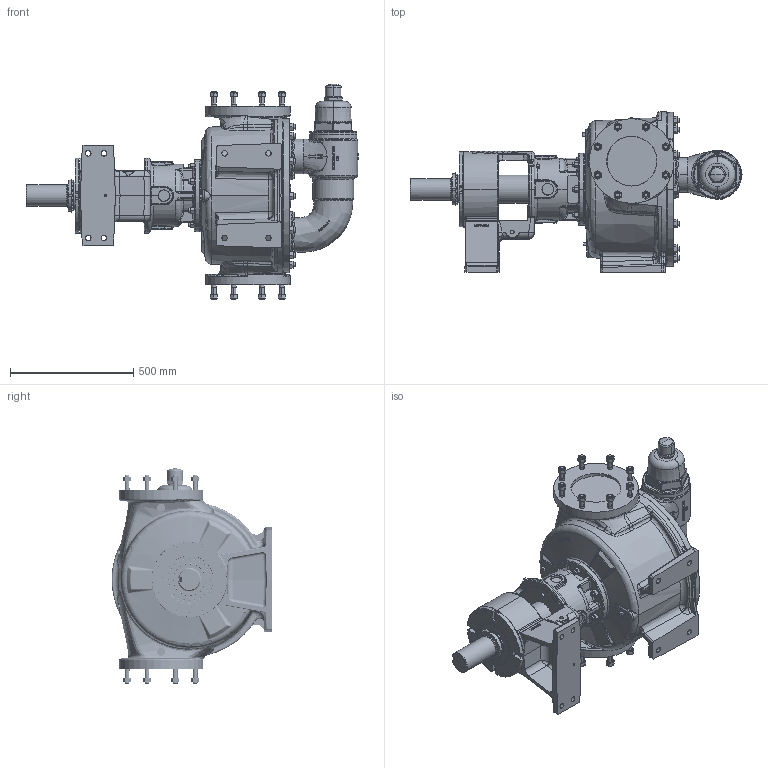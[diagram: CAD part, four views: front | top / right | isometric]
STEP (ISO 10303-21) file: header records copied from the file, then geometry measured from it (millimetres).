
FILE_DESCRIPTION (( 'STEP AP214' ), '1' );
FILE_NAME ('R323A.STEP', '2016-08-09T15:30:19', ( '' ), ( '' ), 'SwSTEP 2.0', 'SolidWorks 2015', '' );
FILE_SCHEMA (( 'AUTOMOTIVE_DESIGN' ));
Length unit declared in the file: inch
Products named in the file (2): R323A
Bounding box: 1345.44 x 651.86 x 873.8 mm (x, y, z)
Volume: 157818041.8 mm3; surface area: 3417046.5 mm2
Topology: 1 solids, 1 shells, 5360 faces, 13212 edges, 7983 vertices
Faces by surface type: plane 2096, cone 1057, bspline 1009, cylinder 886, torus 238, sphere 74
Entity records: 329507 total; most frequent: CARTESIAN_POINT 172475, ORIENTED_EDGE 26084, DIRECTION 21076, EDGE_CURVE 13042, AXIS2_PLACEMENT_3D 8183, VERTEX_POINT 7983, EDGE_LOOP 5749, FACE_OUTER_BOUND 5360
